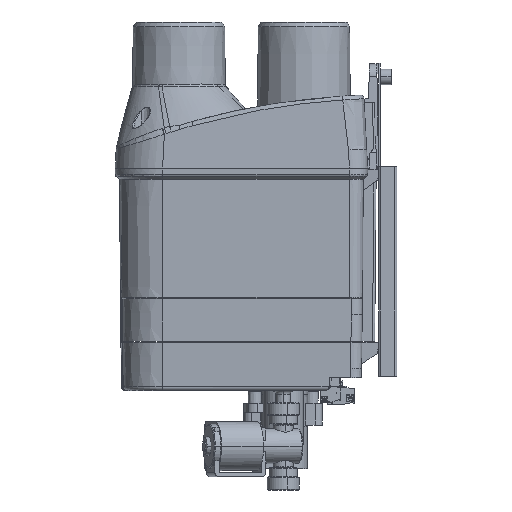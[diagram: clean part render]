
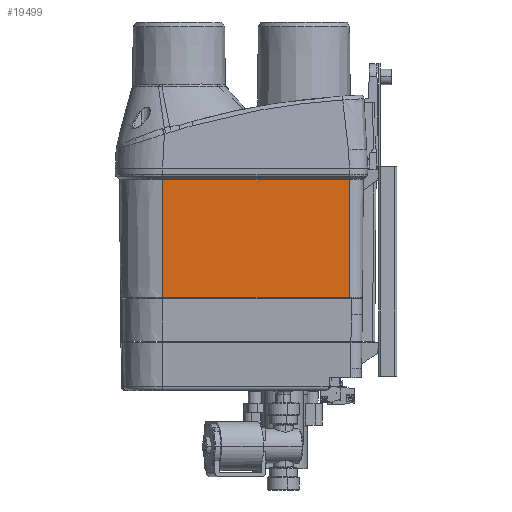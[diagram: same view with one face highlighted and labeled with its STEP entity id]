
A CAD part, left-side view. The second image highlights one B-rep face of the part: STEP entity #19499.
In plain terms, the highlighted planar face has unit normal (-1, 0, -0.009).
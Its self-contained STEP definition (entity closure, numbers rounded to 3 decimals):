
#11469=DIRECTION('',(0.009,0.,-1.));
#11470=VECTOR('',#11469,64.786);
#11471=CARTESIAN_POINT('',(-51.35,25.004,
-6.122));
#11472=LINE('',#11471,#11470);
#14123=DIRECTION('',(0.,-1.,0.));
#14124=VECTOR('',#14123,102.305);
#14125=CARTESIAN_POINT('',(-51.35,25.004,
-6.122));
#14126=LINE('',#14125,#14124);
#14127=DIRECTION('',(-0.009,0.,1.));
#14128=VECTOR('',#14127,64.786);
#14129=CARTESIAN_POINT('',(-50.785,-77.302,
-70.905));
#14130=LINE('',#14129,#14128);
#14249=DIRECTION('',(0.,-1.,0.));
#14250=VECTOR('',#14249,102.305);
#14251=CARTESIAN_POINT('',(-50.785,25.004,
-70.905));
#14252=LINE('',#14251,#14250);
#14972=CARTESIAN_POINT('',(-51.35,25.004,
-6.122));
#14973=VERTEX_POINT('',#14972);
#14985=CARTESIAN_POINT('',(-51.35,-77.302,
-6.122));
#14986=VERTEX_POINT('',#14985);
#14987=CARTESIAN_POINT('',(-50.785,-77.302,
-70.905));
#14988=VERTEX_POINT('',#14987);
#14993=CARTESIAN_POINT('',(-50.785,25.004,
-70.905));
#14994=VERTEX_POINT('',#14993);
#19486=CARTESIAN_POINT('',(-51.35,-77.302,-6.122));
#19487=DIRECTION('',(1.,0.,0.009));
#19488=DIRECTION('',(0.009,0.,-1.));
#19489=AXIS2_PLACEMENT_3D('',#19486,#19487,#19488);
#19490=PLANE('',#19489);
#19492=ORIENTED_EDGE('',*,*,#19491,.F.);
#19494=ORIENTED_EDGE('',*,*,#19493,.F.);
#19495=ORIENTED_EDGE('',*,*,#16033,.F.);
#19496=ORIENTED_EDGE('',*,*,#19476,.T.);
#19497=EDGE_LOOP('',(#19492,#19494,#19495,#19496));
#19498=FACE_OUTER_BOUND('',#19497,.F.);
#16033=EDGE_CURVE('',#14973,#14994,#11472,.T.);
#19476=EDGE_CURVE('',#14973,#14986,#14126,.T.);
#19491=EDGE_CURVE('',#14988,#14986,#14130,.T.);
#19493=EDGE_CURVE('',#14994,#14988,#14252,.T.);
#19499=ADVANCED_FACE('',(#19498),#19490,.F.);
